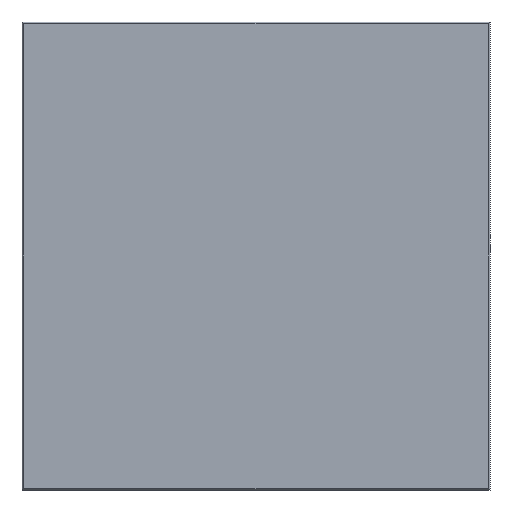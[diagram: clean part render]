
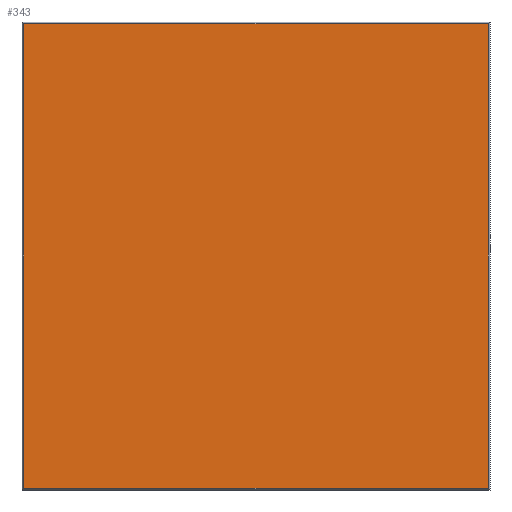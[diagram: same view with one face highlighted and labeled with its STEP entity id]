
A CAD part, front view. The second image highlights one B-rep face of the part: STEP entity #343.
In plain terms, the highlighted planar face has unit normal (0, -1, 0).
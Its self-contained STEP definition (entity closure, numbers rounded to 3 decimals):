
#19 = DIRECTION ( 'NONE',  ( -1., 0., 0. ) ) ;
#31 = CARTESIAN_POINT ( 'NONE',  ( 2600., 0., -2590. ) ) ;
#44 = EDGE_CURVE ( 'NONE', #66, #91, #122, .T. ) ;
#60 = ORIENTED_EDGE ( 'NONE', *, *, #328, .T. ) ;
#62 = DIRECTION ( 'NONE',  ( 0., 0., -1. ) ) ;
#66 = VERTEX_POINT ( 'NONE', #196 ) ;
#75 = VERTEX_POINT ( 'NONE', #281 ) ;
#78 = CARTESIAN_POINT ( 'NONE',  ( 2590., 0., 0. ) ) ;
#91 = VERTEX_POINT ( 'NONE', #479 ) ;
#109 = AXIS2_PLACEMENT_3D ( 'NONE', #301, #375, #62 ) ;
#122 = LINE ( 'NONE', #78, #426 ) ;
#124 = VECTOR ( 'NONE', #216, 1000. ) ;
#153 = EDGE_CURVE ( 'NONE', #91, #431, #326, .T. ) ;
#177 = ORIENTED_EDGE ( 'NONE', *, *, #44, .T. ) ;
#179 = ORIENTED_EDGE ( 'NONE', *, *, #348, .T. ) ;
#186 = LINE ( 'NONE', #385, #124 ) ;
#196 = CARTESIAN_POINT ( 'NONE',  ( 2590., 0., -2590. ) ) ;
#198 = VECTOR ( 'NONE', #19, 1000. ) ;
#216 = DIRECTION ( 'NONE',  ( 0., 0., -1. ) ) ;
#225 = FACE_OUTER_BOUND ( 'NONE', #391, .T. ) ;
#233 = DIRECTION ( 'NONE',  ( 0., 0., 1. ) ) ;
#234 = VECTOR ( 'NONE', #461, 1000. ) ;
#257 = CARTESIAN_POINT ( 'NONE',  ( 10., 0., -10. ) ) ;
#272 = ORIENTED_EDGE ( 'NONE', *, *, #153, .T. ) ;
#281 = CARTESIAN_POINT ( 'NONE',  ( 10., 0., -2590. ) ) ;
#301 = CARTESIAN_POINT ( 'NONE',  ( 0., 0., 0. ) ) ;
#303 = PLANE ( 'NONE',  #109 ) ;
#326 = LINE ( 'NONE', #404, #198 ) ;
#328 = EDGE_CURVE ( 'NONE', #75, #66, #372, .T. ) ;
#343 = ADVANCED_FACE ( 'NONE', ( #225 ), #303, .T. ) ;
#348 = EDGE_CURVE ( 'NONE', #431, #75, #186, .T. ) ;
#372 = LINE ( 'NONE', #31, #234 ) ;
#375 = DIRECTION ( 'NONE',  ( 0., -1., 0. ) ) ;
#385 = CARTESIAN_POINT ( 'NONE',  ( 10., 0., -2600. ) ) ;
#391 = EDGE_LOOP ( 'NONE', ( #177, #272, #179, #60 ) ) ;
#404 = CARTESIAN_POINT ( 'NONE',  ( 0., 0., -10. ) ) ;
#426 = VECTOR ( 'NONE', #233, 1000. ) ;
#431 = VERTEX_POINT ( 'NONE', #257 ) ;
#461 = DIRECTION ( 'NONE',  ( 1., 0., 0. ) ) ;
#479 = CARTESIAN_POINT ( 'NONE',  ( 2590., 0., -10. ) ) ;
